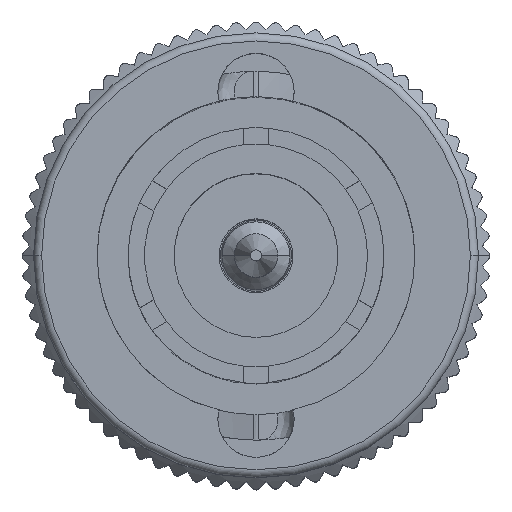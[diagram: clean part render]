
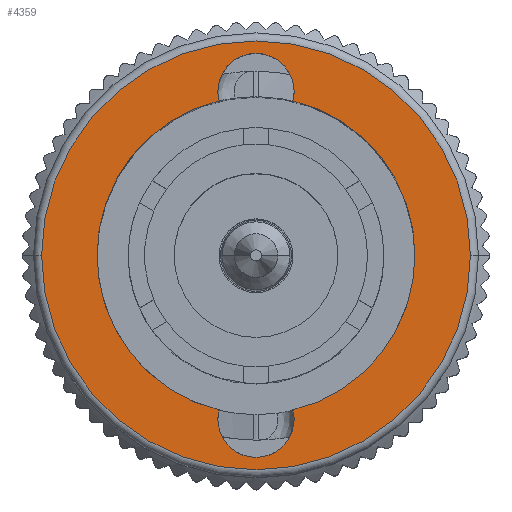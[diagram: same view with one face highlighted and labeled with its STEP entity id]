
A CAD part, top view. The second image highlights one B-rep face of the part: STEP entity #4359.
In plain terms, the highlighted planar face has unit normal (0, 0, 1).
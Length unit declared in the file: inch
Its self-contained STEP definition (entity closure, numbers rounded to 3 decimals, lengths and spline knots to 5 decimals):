
#1078 = ORIENTED_EDGE ( 'NONE', *, *, #21047, .T. ) ;
#1599 = CARTESIAN_POINT ( 'NONE',  ( -0.194, 0., 0. ) ) ;
#1655 = DIRECTION ( 'NONE',  ( 1., 0., 0. ) ) ;
#1693 = EDGE_CURVE ( 'NONE', #37860, #42694, #25511, .T. ) ;
#2754 = CIRCLE ( 'NONE', #11058, 0.26166 ) ;
#3238 = ORIENTED_EDGE ( 'NONE', *, *, #36965, .F. ) ;
#4359 = ADVANCED_FACE ( 'NONE', ( #5606, #18206 ), #24325, .T. ) ;
#4586 = AXIS2_PLACEMENT_3D ( 'NONE', #35997, #10750, #40209 ) ;
#4995 = EDGE_CURVE ( 'NONE', #27063, #8528, #27967, .T. ) ;
#5606 = FACE_OUTER_BOUND ( 'NONE', #32953, .T. ) ;
#6303 = EDGE_LOOP ( 'NONE', ( #41346, #3238, #21654, #8094, #46888, #31277, #10206, #24543, #53521, #24128 ) ) ;
#6689 = CIRCLE ( 'NONE', #4586, 0.194 ) ;
#6787 = VERTEX_POINT ( 'NONE', #31591 ) ;
#6788 = CARTESIAN_POINT ( 'NONE',  ( 0.0465, 0.2, 0. ) ) ;
#6955 = CARTESIAN_POINT ( 'NONE',  ( 0., 0.2, 0. ) ) ;
#7760 = EDGE_CURVE ( 'NONE', #12510, #19405, #2754, .T. ) ;
#8094 = ORIENTED_EDGE ( 'NONE', *, *, #18934, .F. ) ;
#8528 = VERTEX_POINT ( 'NONE', #1599 ) ;
#8579 = AXIS2_PLACEMENT_3D ( 'NONE', #12362, #41855, #16636 ) ;
#9324 = VERTEX_POINT ( 'NONE', #6788 ) ;
#10206 = ORIENTED_EDGE ( 'NONE', *, *, #32564, .F. ) ;
#10435 = DIRECTION ( 'NONE',  ( 0., 0., 1. ) ) ;
#10750 = DIRECTION ( 'NONE',  ( 0., 0., 1. ) ) ;
#11058 = AXIS2_PLACEMENT_3D ( 'NONE', #42901, #17645, #47081 ) ;
#11230 = DIRECTION ( 'NONE',  ( -1., 0., 0. ) ) ;
#11741 = DIRECTION ( 'NONE',  ( 0., 0., 1. ) ) ;
#11983 = CARTESIAN_POINT ( 'NONE',  ( 0., 0.2, 0. ) ) ;
#12362 = CARTESIAN_POINT ( 'NONE',  ( 0., 0., 0. ) ) ;
#12462 = AXIS2_PLACEMENT_3D ( 'NONE', #52149, #26885, #1655 ) ;
#12510 = VERTEX_POINT ( 'NONE', #15985 ) ;
#12720 = AXIS2_PLACEMENT_3D ( 'NONE', #43929, #18703, #48110 ) ;
#12818 = CARTESIAN_POINT ( 'NONE',  ( 0.0451, -0.18868, 0. ) ) ;
#13375 = EDGE_CURVE ( 'NONE', #23583, #36869, #29690, .T. ) ;
#15394 = CIRCLE ( 'NONE', #40094, 0.194 ) ;
#15408 = AXIS2_PLACEMENT_3D ( 'NONE', #45325, #53798, #28553 ) ;
#15985 = CARTESIAN_POINT ( 'NONE',  ( -0.26166, 0., 0. ) ) ;
#16234 = DIRECTION ( 'NONE',  ( -1., 0., 0. ) ) ;
#16636 = DIRECTION ( 'NONE',  ( 1., 0., 0. ) ) ;
#17364 = AXIS2_PLACEMENT_3D ( 'NONE', #35704, #10435, #39908 ) ;
#17645 = DIRECTION ( 'NONE',  ( 0., 0., 1. ) ) ;
#18206 = FACE_BOUND ( 'NONE', #6303, .T. ) ;
#18586 = ORIENTED_EDGE ( 'NONE', *, *, #7760, .T. ) ;
#18703 = DIRECTION ( 'NONE',  ( 0., 0., 1. ) ) ;
#18896 = DIRECTION ( 'NONE',  ( 0., 0., 1. ) ) ;
#18934 = EDGE_CURVE ( 'NONE', #6787, #9324, #21507, .T. ) ;
#18945 = AXIS2_PLACEMENT_3D ( 'NONE', #6955, #36492, #11230 ) ;
#19120 = VERTEX_POINT ( 'NONE', #36918 ) ;
#19405 = VERTEX_POINT ( 'NONE', #22855 ) ;
#20161 = CIRCLE ( 'NONE', #54559, 0.0465 ) ;
#21043 = CARTESIAN_POINT ( 'NONE',  ( 0., 0., 0. ) ) ;
#21047 = EDGE_CURVE ( 'NONE', #19405, #12510, #50031, .T. ) ;
#21507 = CIRCLE ( 'NONE', #12720, 0.0465 ) ;
#21654 = ORIENTED_EDGE ( 'NONE', *, *, #38965, .F. ) ;
#22855 = CARTESIAN_POINT ( 'NONE',  ( 0.26166, 0., 0. ) ) ;
#23153 = CARTESIAN_POINT ( 'NONE',  ( 0., -0.2, 0. ) ) ;
#23557 = AXIS2_PLACEMENT_3D ( 'NONE', #21043, #50481, #25261 ) ;
#23583 = VERTEX_POINT ( 'NONE', #26247 ) ;
#24128 = ORIENTED_EDGE ( 'NONE', *, *, #27830, .F. ) ;
#24325 = PLANE ( 'NONE',  #15408 ) ;
#24543 = ORIENTED_EDGE ( 'NONE', *, *, #41540, .F. ) ;
#25261 = DIRECTION ( 'NONE',  ( 1., 0., 0. ) ) ;
#25496 = VERTEX_POINT ( 'NONE', #44783 ) ;
#25511 = CIRCLE ( 'NONE', #8579, 0.194 ) ;
#25551 = CIRCLE ( 'NONE', #17364, 0.0465 ) ;
#26247 = CARTESIAN_POINT ( 'NONE',  ( -0.0451, -0.18868, 0. ) ) ;
#26885 = DIRECTION ( 'NONE',  ( 0., 0., 1. ) ) ;
#27063 = VERTEX_POINT ( 'NONE', #48415 ) ;
#27342 = DIRECTION ( 'NONE',  ( 1., 0., 0. ) ) ;
#27830 = EDGE_CURVE ( 'NONE', #8528, #23583, #15394, .T. ) ;
#27937 = AXIS2_PLACEMENT_3D ( 'NONE', #36988, #11741, #41210 ) ;
#27940 = AXIS2_PLACEMENT_3D ( 'NONE', #11983, #41446, #16234 ) ;
#27967 = CIRCLE ( 'NONE', #23557, 0.194 ) ;
#28553 = DIRECTION ( 'NONE',  ( 1., 0., 0. ) ) ;
#29678 = EDGE_CURVE ( 'NONE', #42694, #6787, #6689, .T. ) ;
#29690 = CIRCLE ( 'NONE', #27937, 0.0465 ) ;
#31006 = CIRCLE ( 'NONE', #18945, 0.0465 ) ;
#31277 = ORIENTED_EDGE ( 'NONE', *, *, #1693, .F. ) ;
#31591 = CARTESIAN_POINT ( 'NONE',  ( 0.0451, 0.18868, 0. ) ) ;
#31864 = CARTESIAN_POINT ( 'NONE',  ( -0.0465, -0.2, 0. ) ) ;
#32564 = EDGE_CURVE ( 'NONE', #25496, #37860, #20161, .T. ) ;
#32953 = EDGE_LOOP ( 'NONE', ( #1078, #18586 ) ) ;
#35704 = CARTESIAN_POINT ( 'NONE',  ( 0., -0.2, 0. ) ) ;
#35997 = CARTESIAN_POINT ( 'NONE',  ( 0., 0., 0. ) ) ;
#36492 = DIRECTION ( 'NONE',  ( 0., 0., 1. ) ) ;
#36869 = VERTEX_POINT ( 'NONE', #31864 ) ;
#36918 = CARTESIAN_POINT ( 'NONE',  ( -0.0465, 0.2, 0. ) ) ;
#36965 = EDGE_CURVE ( 'NONE', #19120, #27063, #43701, .T. ) ;
#36988 = CARTESIAN_POINT ( 'NONE',  ( 0., -0.2, 0. ) ) ;
#37860 = VERTEX_POINT ( 'NONE', #12818 ) ;
#38965 = EDGE_CURVE ( 'NONE', #9324, #19120, #31006, .T. ) ;
#39908 = DIRECTION ( 'NONE',  ( 1., 0., 0. ) ) ;
#40094 = AXIS2_PLACEMENT_3D ( 'NONE', #44119, #18896, #48311 ) ;
#40209 = DIRECTION ( 'NONE',  ( 1., 0., 0. ) ) ;
#41210 = DIRECTION ( 'NONE',  ( 1., 0., 0. ) ) ;
#41346 = ORIENTED_EDGE ( 'NONE', *, *, #4995, .F. ) ;
#41446 = DIRECTION ( 'NONE',  ( 0., 0., 1. ) ) ;
#41540 = EDGE_CURVE ( 'NONE', #36869, #25496, #25551, .T. ) ;
#41855 = DIRECTION ( 'NONE',  ( 0., 0., 1. ) ) ;
#42694 = VERTEX_POINT ( 'NONE', #47569 ) ;
#42901 = CARTESIAN_POINT ( 'NONE',  ( 0., 0., 0. ) ) ;
#43701 = CIRCLE ( 'NONE', #27940, 0.0465 ) ;
#43929 = CARTESIAN_POINT ( 'NONE',  ( 0., 0.2, 0. ) ) ;
#44119 = CARTESIAN_POINT ( 'NONE',  ( 0., 0., 0. ) ) ;
#44783 = CARTESIAN_POINT ( 'NONE',  ( 0.0465, -0.2, 0. ) ) ;
#45325 = CARTESIAN_POINT ( 'NONE',  ( 0.2715, 0., 0. ) ) ;
#46888 = ORIENTED_EDGE ( 'NONE', *, *, #29678, .F. ) ;
#47081 = DIRECTION ( 'NONE',  ( 1., 0., 0. ) ) ;
#47569 = CARTESIAN_POINT ( 'NONE',  ( 0.194, 0., 0. ) ) ;
#48110 = DIRECTION ( 'NONE',  ( -1., 0., 0. ) ) ;
#48311 = DIRECTION ( 'NONE',  ( 1., 0., 0. ) ) ;
#48415 = CARTESIAN_POINT ( 'NONE',  ( -0.0451, 0.18868, 0. ) ) ;
#50031 = CIRCLE ( 'NONE', #12462, 0.26166 ) ;
#50481 = DIRECTION ( 'NONE',  ( 0., 0., 1. ) ) ;
#52149 = CARTESIAN_POINT ( 'NONE',  ( 0., 0., 0. ) ) ;
#52609 = DIRECTION ( 'NONE',  ( 0., 0., 1. ) ) ;
#53521 = ORIENTED_EDGE ( 'NONE', *, *, #13375, .F. ) ;
#53798 = DIRECTION ( 'NONE',  ( 0., 0., 1. ) ) ;
#54559 = AXIS2_PLACEMENT_3D ( 'NONE', #23153, #52609, #27342 ) ;
